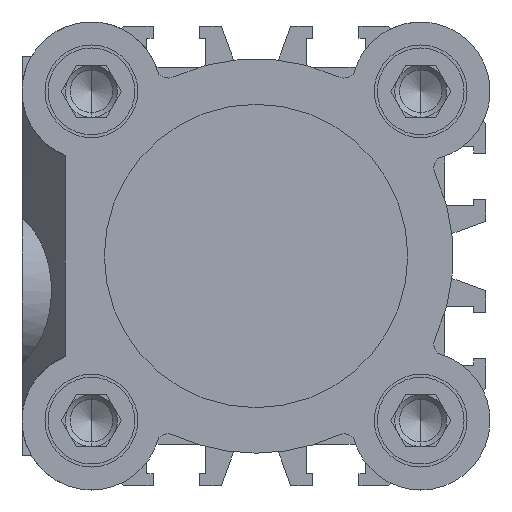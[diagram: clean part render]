
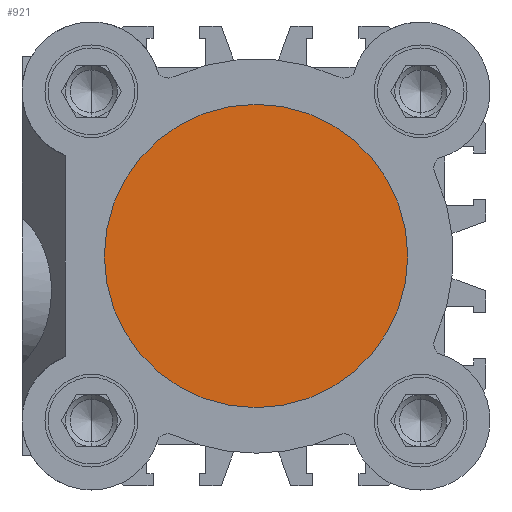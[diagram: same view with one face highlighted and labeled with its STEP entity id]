
A CAD part, left-side view. The second image highlights one B-rep face of the part: STEP entity #921.
In plain terms, the highlighted face is planar.
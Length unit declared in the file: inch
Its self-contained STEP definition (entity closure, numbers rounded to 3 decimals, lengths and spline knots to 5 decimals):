
#93 = CIRCLE ( 'NONE', #4801, 0.68898 ) ;
#266 = CARTESIAN_POINT ( 'NONE',  ( 0.15748, 0., 0. ) ) ;
#921 = ADVANCED_FACE ( 'NONE', ( #12533 ), #3663, .F. ) ;
#1293 = DIRECTION ( 'NONE',  ( 0., 0., 1. ) ) ;
#2527 = DIRECTION ( 'NONE',  ( 0., 0., 1. ) ) ;
#2608 = DIRECTION ( 'NONE',  ( -1., 0., 0. ) ) ;
#2686 = CARTESIAN_POINT ( 'NONE',  ( 0.15748, 0., 0. ) ) ;
#2843 = EDGE_CURVE ( 'NONE', #3488, #8125, #93, .T. ) ;
#3488 = VERTEX_POINT ( 'NONE', #8554 ) ;
#3663 = PLANE ( 'NONE',  #12145 ) ;
#3720 = DIRECTION ( 'NONE',  ( 0., 0., 1. ) ) ;
#4801 = AXIS2_PLACEMENT_3D ( 'NONE', #2686, #9679, #3720 ) ;
#5718 = CARTESIAN_POINT ( 'NONE',  ( 0.15748, 0.68898, 0. ) ) ;
#6557 = EDGE_CURVE ( 'NONE', #8125, #3488, #6719, .T. ) ;
#6719 = CIRCLE ( 'NONE', #8813, 0.68898 ) ;
#7023 = CARTESIAN_POINT ( 'NONE',  ( 0.15748, 0., 0.68898 ) ) ;
#7370 = DIRECTION ( 'NONE',  ( -1., 0., 0. ) ) ;
#7701 = EDGE_LOOP ( 'NONE', ( #11516, #8263 ) ) ;
#8125 = VERTEX_POINT ( 'NONE', #7023 ) ;
#8263 = ORIENTED_EDGE ( 'NONE', *, *, #2843, .F. ) ;
#8554 = CARTESIAN_POINT ( 'NONE',  ( 0.15748, 0., -0.68898 ) ) ;
#8813 = AXIS2_PLACEMENT_3D ( 'NONE', #266, #7370, #1293 ) ;
#9679 = DIRECTION ( 'NONE',  ( -1., 0., 0. ) ) ;
#11516 = ORIENTED_EDGE ( 'NONE', *, *, #6557, .F. ) ;
#12145 = AXIS2_PLACEMENT_3D ( 'NONE', #5718, #2608, #2527 ) ;
#12533 = FACE_OUTER_BOUND ( 'NONE', #7701, .T. ) ;
